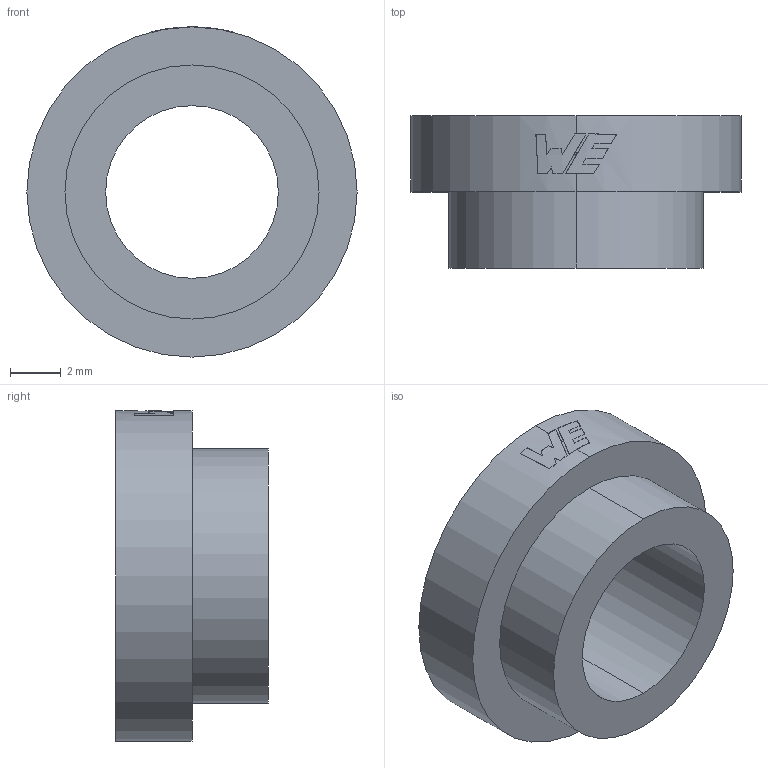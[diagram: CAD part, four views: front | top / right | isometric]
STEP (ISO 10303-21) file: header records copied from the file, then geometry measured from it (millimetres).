
FILE_DESCRIPTION (( 'STEP AP214' ), '1' );
FILE_NAME ('LF996006_66426.STEP', '2021-04-13T11:09:54', ( '' ), ( '' ), 'SwSTEP 2.0', 'SolidWorks 2018', '' );
FILE_SCHEMA (( 'AUTOMOTIVE_DESIGN' ));
Length unit declared in the file: millimetre
Products named in the file (1): LF996006_66426
Bounding box: 13 x 6 x 13 mm (x, y, z)
Volume: 415.9 mm3; surface area: 537.9 mm2
Topology: 1 solids, 1 shells, 36 faces, 99 edges, 66 vertices
Faces by surface type: plane 14, bspline 14, cylinder 8
Entity records: 1280 total; most frequent: CARTESIAN_POINT 437, ORIENTED_EDGE 198, DIRECTION 126, EDGE_CURVE 99, VERTEX_POINT 66, AXIS2_PLACEMENT_3D 59, B_SPLINE_CURVE_WITH_KNOTS 55, EDGE_LOOP 39
